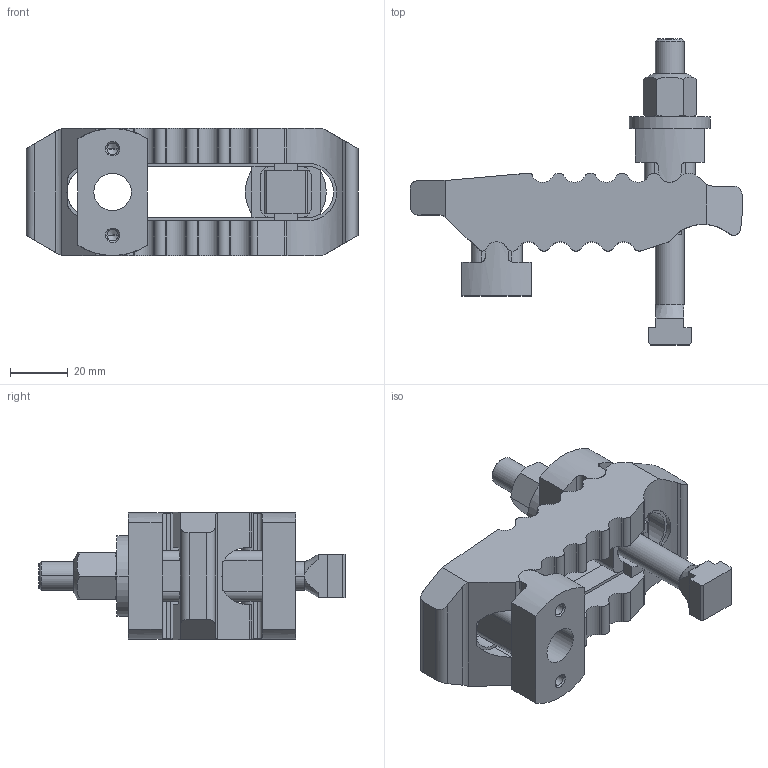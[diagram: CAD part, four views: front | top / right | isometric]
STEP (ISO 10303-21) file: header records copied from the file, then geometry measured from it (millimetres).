
FILE_DESCRIPTION(('STEP AP214'),'1');
FILE_NAME('HALDERN_EH_23185_0110.stp','2014-09-15T07:38:00',('TraceParts'),('TraceParts S.A.'),'XStep 1.0',' ',' ');
FILE_SCHEMA(('automotive_design'));
Length unit declared in the file: millimetre
Products named in the file (6): 1; 2; 3; 4; 5; 6
Bounding box: 115 x 106 x 44 mm (x, y, z)
Volume: 106702.5 mm3; surface area: 37472.8 mm2
Topology: 6 solids, 6 shells, 305 faces, 820 edges, 526 vertices
Faces by surface type: plane 144, cylinder 118, cone 42, sphere 1
Entity records: 19195 total; most frequent: CARTESIAN_POINT 2187, DIRECTION 1682, STYLED_ITEM 1644, PRESENTATION_STYLE_ASSIGNMENT 1644, COLOUR_RGB 1644, ORIENTED_EDGE 1624, EDGE_CURVE 812, CURVE_STYLE 812
